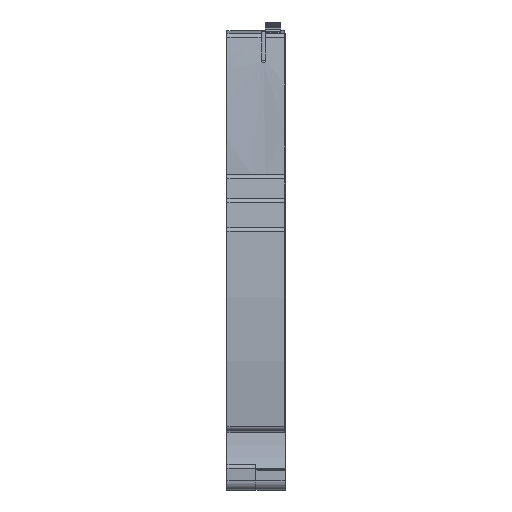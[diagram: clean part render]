
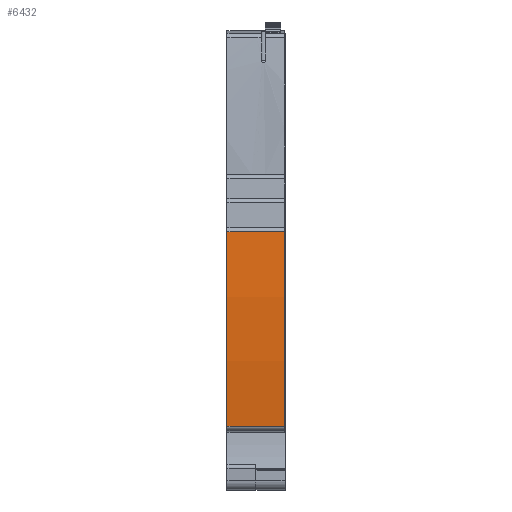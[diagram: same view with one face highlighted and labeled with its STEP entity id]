
A CAD part, front view. The second image highlights one B-rep face of the part: STEP entity #6432.
In plain terms, the highlighted cylindrical face has radius 202 mm (diameter 404 mm), a partial arc.
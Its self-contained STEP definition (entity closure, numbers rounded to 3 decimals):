
#743=AXIS2_PLACEMENT_3D('Circle Axis2P3D',#741,#742,$) ;
#6412=AXIS2_PLACEMENT_3D('Cylinder Axis2P3D',#6409,#6410,#6411) ;
#6416=AXIS2_PLACEMENT_3D('Circle Axis2P3D',#6414,#6415,$) ;
#738=CARTESIAN_POINT('Vertex',(12.05,0.609,53.828)) ;
#741=CARTESIAN_POINT('Axis2P3D Location',(12.05,202.,38.15)) ;
#745=CARTESIAN_POINT('Vertex',(12.05,1.531,13.327)) ;
#3135=CARTESIAN_POINT('Line Origine',(1.94,0.609,53.828)) ;
#3139=CARTESIAN_POINT('Vertex',(0.,0.609,53.828)) ;
#6409=CARTESIAN_POINT('Axis2P3D Location',(2.55,202.,38.15)) ;
#6414=CARTESIAN_POINT('Axis2P3D Location',(0.,202.,38.15)) ;
#6418=CARTESIAN_POINT('Vertex',(0.,1.531,13.327)) ;
#6421=CARTESIAN_POINT('Line Origine',(2.55,1.531,13.327)) ;
#742=DIRECTION('Axis2P3D Direction',(1.,0.,0.)) ;
#3136=DIRECTION('Vector Direction',(1.,0.,0.)) ;
#6410=DIRECTION('Axis2P3D Direction',(1.,0.,0.)) ;
#6411=DIRECTION('Axis2P3D XDirection',(0.,-0.997,0.082)) ;
#6415=DIRECTION('Axis2P3D Direction',(1.,0.,0.)) ;
#6422=DIRECTION('Vector Direction',(1.,0.,0.)) ;
#3137=VECTOR('Line Direction',#3136,1.) ;
#6423=VECTOR('Line Direction',#6422,1.) ;
#6427=ORIENTED_EDGE('',*,*,#6420,.T.) ;
#6428=ORIENTED_EDGE('',*,*,#6425,.F.) ;
#6429=ORIENTED_EDGE('',*,*,#747,.F.) ;
#6430=ORIENTED_EDGE('',*,*,#3141,.T.) ;
#6432=ADVANCED_FACE('KLEMME',(#6431),#6413,.T.) ;
#744=CIRCLE('generated circle',#743,202.) ;
#6417=CIRCLE('generated circle',#6416,202.) ;
#6413=CYLINDRICAL_SURFACE('generated cylinder',#6412,202.) ;
#747=EDGE_CURVE('',#739,#746,#744,.T.) ;
#3141=EDGE_CURVE('',#739,#3140,#3138,.F.) ;
#6420=EDGE_CURVE('',#3140,#6419,#6417,.T.) ;
#6425=EDGE_CURVE('',#746,#6419,#6424,.F.) ;
#6426=EDGE_LOOP('',(#6427,#6428,#6429,#6430)) ;
#6431=FACE_OUTER_BOUND('',#6426,.T.) ;
#3138=LINE('Line',#3135,#3137) ;
#6424=LINE('Line',#6421,#6423) ;
#739=VERTEX_POINT('',#738) ;
#746=VERTEX_POINT('',#745) ;
#3140=VERTEX_POINT('',#3139) ;
#6419=VERTEX_POINT('',#6418) ;
